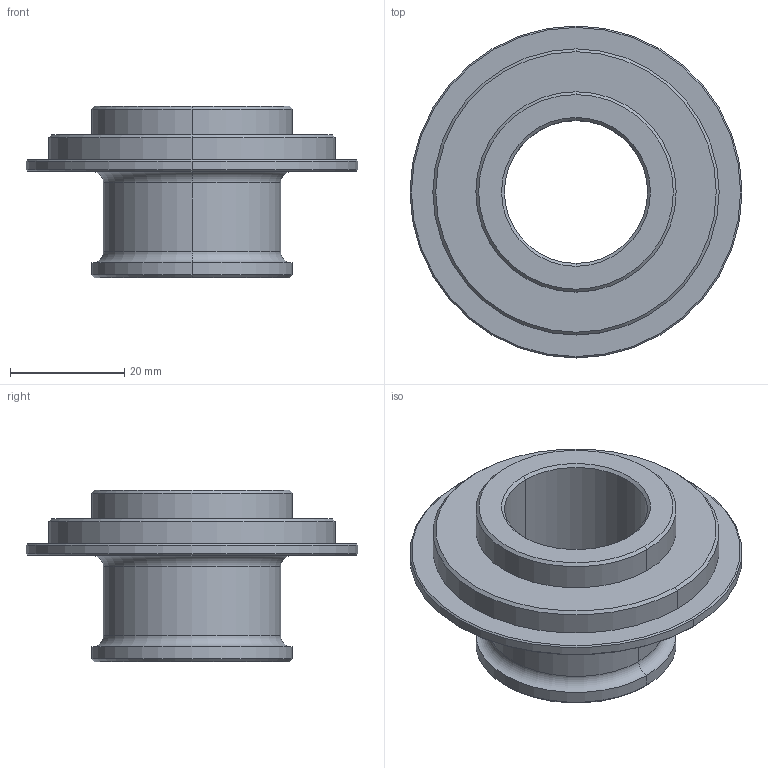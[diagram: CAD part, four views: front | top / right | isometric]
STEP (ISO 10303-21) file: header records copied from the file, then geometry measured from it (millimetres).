
FILE_DESCRIPTION (( 'STEP AP214' ), '1' );
FILE_NAME ('Flasque roue AV.STEP', '2021-08-02T15:49:52', ( '' ), ( '' ), 'SwSTEP 2.0', 'SolidWorks 2018', '' );
FILE_SCHEMA (( 'AUTOMOTIVE_DESIGN' ));
Length unit declared in the file: millimetre
Products named in the file (1): Flasque roue AV
Bounding box: 58 x 58 x 30 mm (x, y, z)
Volume: 18679.7 mm3; surface area: 10148.8 mm2
Topology: 1 solids, 1 shells, 35 faces, 70 edges, 40 vertices
Faces by surface type: cone 14, cylinder 12, plane 5, torus 4
Entity records: 946 total; most frequent: DIRECTION 186, CARTESIAN_POINT 146, ORIENTED_EDGE 140, AXIS2_PLACEMENT_3D 80, EDGE_CURVE 70, CIRCLE 44, VERTEX_POINT 40, EDGE_LOOP 40
